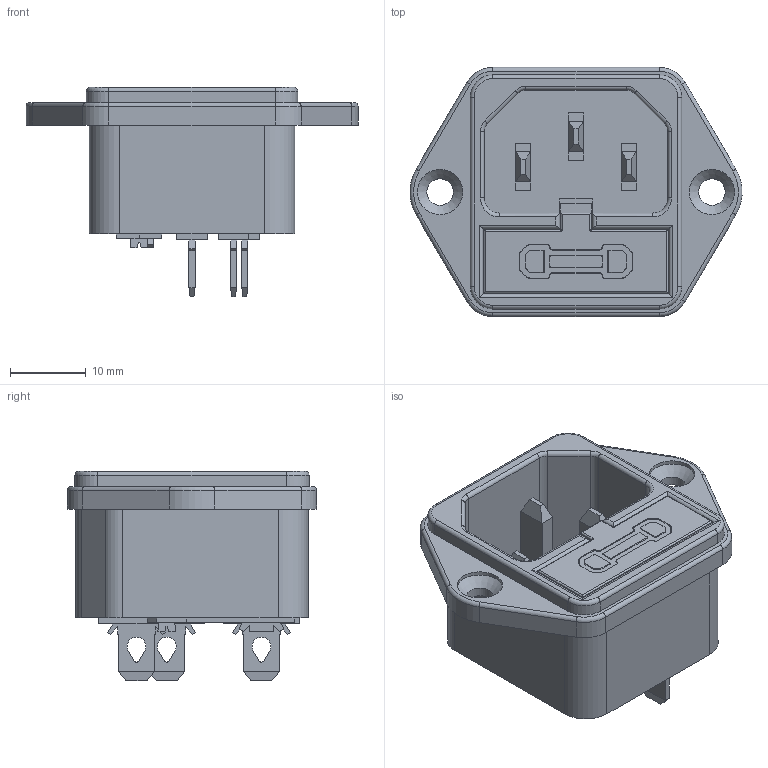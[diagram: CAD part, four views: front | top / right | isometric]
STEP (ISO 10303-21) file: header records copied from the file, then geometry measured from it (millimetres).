
FILE_DESCRIPTION(('STEP AP214'), '1');
FILE_NAME('JR-101-1F', '2016-05-19T14:03:02', ('Nobody'), (''), 'ASCON STEP Converter 1.3', 'ASCON Math Kernel', '');
FILE_SCHEMA(('AUTOMOTIVE_DESIGN { 1 0 10303 214 3 1 1}'));
Length unit declared in the file: millimetre
Bounding box: 43.97 x 33 x 27.7 mm (x, y, z)
Volume: 8507.7 mm3; surface area: 10520.8 mm2
Topology: 8 solids, 8 shells, 526 faces, 1316 edges, 815 vertices
Faces by surface type: plane 372, cylinder 102, cone 34, torus 18
Full cylindrical faces by diameter (mm): 3.5 x2, 3.8 x1, 6 x2
Entity records: 19634 total; most frequent: CARTESIAN_POINT 2680, DIRECTION 2615, ORIENTED_EDGE 2594, EDGE_CURVE 1297, LINE 1025, VECTOR 1025, VERTEX_POINT 804, AXIS2_PLACEMENT_3D 795
